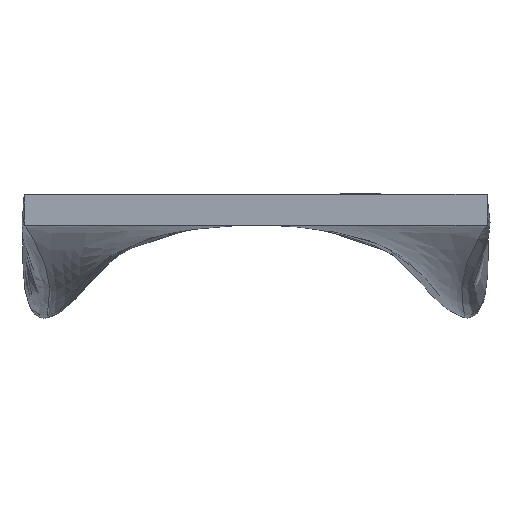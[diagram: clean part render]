
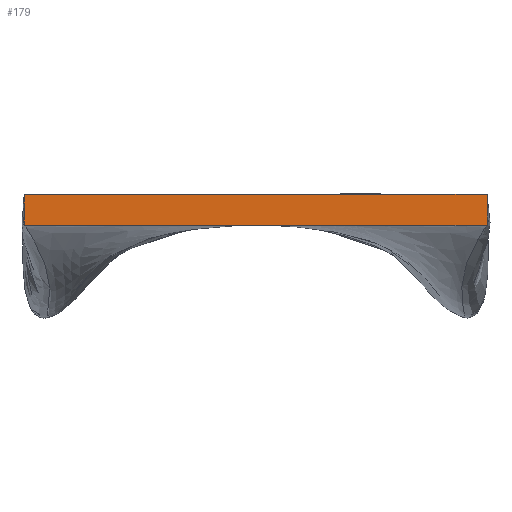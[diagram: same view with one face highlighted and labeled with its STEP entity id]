
A CAD part, front view. The second image highlights one B-rep face of the part: STEP entity #179.
In plain terms, the highlighted planar face has unit normal (0, -1, 0).
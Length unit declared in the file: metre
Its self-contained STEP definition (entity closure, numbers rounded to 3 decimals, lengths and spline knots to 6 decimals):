
#25=LINE('',#789,#30);
#26=LINE('',#791,#31);
#27=LINE('',#793,#32);
#28=LINE('',#795,#33);
#29=LINE('',#796,#34);
#30=VECTOR('',#204,0.01);
#31=VECTOR('',#205,0.01);
#32=VECTOR('',#206,0.01);
#33=VECTOR('',#207,0.01);
#34=VECTOR('',#208,0.01);
#35=PLANE('',#199);
#41=FACE_OUTER_BOUND('',#52,.T.);
#52=EDGE_LOOP('',(#128,#129,#130,#131,#132));
#76=VERTEX_POINT('',#787);
#77=VERTEX_POINT('',#788);
#78=VERTEX_POINT('',#790);
#79=VERTEX_POINT('',#792);
#80=VERTEX_POINT('',#794);
#97=EDGE_CURVE('',#76,#77,#25,.T.);
#98=EDGE_CURVE('',#78,#76,#26,.T.);
#99=EDGE_CURVE('',#79,#78,#27,.T.);
#100=EDGE_CURVE('',#80,#79,#28,.T.);
#101=EDGE_CURVE('',#77,#80,#29,.T.);
#128=ORIENTED_EDGE('',*,*,#97,.F.);
#129=ORIENTED_EDGE('',*,*,#98,.F.);
#130=ORIENTED_EDGE('',*,*,#99,.F.);
#131=ORIENTED_EDGE('',*,*,#100,.F.);
#132=ORIENTED_EDGE('',*,*,#101,.F.);
#179=ADVANCED_FACE('',(#41),#35,.F.);
#199=AXIS2_PLACEMENT_3D('',#786,#202,#203);
#202=DIRECTION('center_axis',(0.,1.,0.));
#203=DIRECTION('ref_axis',(0.,0.,1.));
#204=DIRECTION('',(-1.,0.,0.));
#205=DIRECTION('',(0.,0.,-1.));
#206=DIRECTION('',(1.,0.,0.));
#207=DIRECTION('',(0.,0.,1.));
#208=DIRECTION('',(0.,0.,1.));
#786=CARTESIAN_POINT('Origin',(0.,-3.5,0.49));
#787=CARTESIAN_POINT('',(0.9,-3.5,0.43));
#788=CARTESIAN_POINT('',(-0.9,-3.5,0.43));
#789=CARTESIAN_POINT('',(0.9,-3.5,0.43));
#790=CARTESIAN_POINT('',(0.9,-3.5,0.55));
#791=CARTESIAN_POINT('',(0.9,-3.5,0.55));
#792=CARTESIAN_POINT('',(-0.9,-3.5,0.55));
#793=CARTESIAN_POINT('',(-0.9,-3.5,0.55));
#794=CARTESIAN_POINT('',(-0.9,-3.5,0.50378));
#795=CARTESIAN_POINT('',(-0.9,-3.5,0.43));
#796=CARTESIAN_POINT('',(-0.9,-3.5,0.43));
